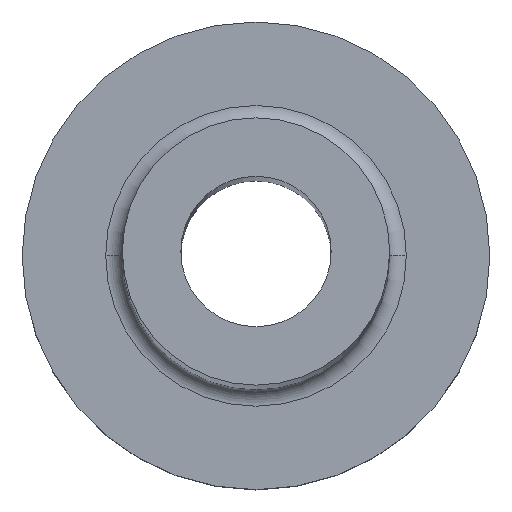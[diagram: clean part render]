
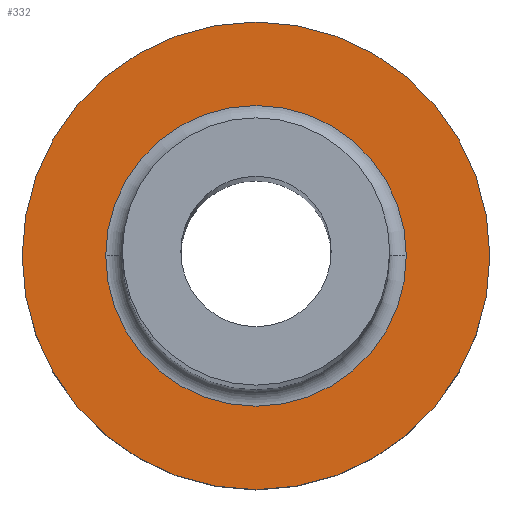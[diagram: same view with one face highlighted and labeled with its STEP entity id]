
A CAD part, top view. The second image highlights one B-rep face of the part: STEP entity #332.
In plain terms, the highlighted planar face has unit normal (0, 0, 1).
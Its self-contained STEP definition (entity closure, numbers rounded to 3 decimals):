
#4 = AXIS2_PLACEMENT_3D ( 'NONE', #26, #307, #77 ) ;
#17 = DIRECTION ( 'NONE',  ( 0., 0., -1. ) ) ;
#19 = EDGE_CURVE ( 'NONE', #84, #51, #376, .T. ) ;
#20 = VERTEX_POINT ( 'NONE', #201 ) ;
#26 = CARTESIAN_POINT ( 'NONE',  ( 0., 0., 5. ) ) ;
#51 = VERTEX_POINT ( 'NONE', #229 ) ;
#63 = DIRECTION ( 'NONE',  ( 1., 0., 0. ) ) ;
#67 = CARTESIAN_POINT ( 'NONE',  ( 0., 0., 5. ) ) ;
#72 = AXIS2_PLACEMENT_3D ( 'NONE', #259, #143, #63 ) ;
#77 = DIRECTION ( 'NONE',  ( 1., 0., 0. ) ) ;
#79 = ORIENTED_EDGE ( 'NONE', *, *, #198, .T. ) ;
#84 = VERTEX_POINT ( 'NONE', #263 ) ;
#103 = ORIENTED_EDGE ( 'NONE', *, *, #19, .T. ) ;
#108 = CIRCLE ( 'NONE', #246, 7. ) ;
#109 = PLANE ( 'NONE',  #4 ) ;
#124 = DIRECTION ( 'NONE',  ( 0., 0., -1. ) ) ;
#139 = CIRCLE ( 'NONE', #173, 4.5 ) ;
#143 = DIRECTION ( 'NONE',  ( 0., 0., 1. ) ) ;
#173 = AXIS2_PLACEMENT_3D ( 'NONE', #333, #124, #182 ) ;
#179 = DIRECTION ( 'NONE',  ( 1., 0., 0. ) ) ;
#182 = DIRECTION ( 'NONE',  ( 1., 0., 0. ) ) ;
#191 = ORIENTED_EDGE ( 'NONE', *, *, #248, .T. ) ;
#198 = EDGE_CURVE ( 'NONE', #20, #371, #265, .T. ) ;
#201 = CARTESIAN_POINT ( 'NONE',  ( 4.5, 0., 5. ) ) ;
#220 = CARTESIAN_POINT ( 'NONE',  ( -4.5, 0., 5. ) ) ;
#222 = FACE_BOUND ( 'NONE', #247, .T. ) ;
#229 = CARTESIAN_POINT ( 'NONE',  ( -7., 0., 5. ) ) ;
#246 = AXIS2_PLACEMENT_3D ( 'NONE', #67, #271, #179 ) ;
#247 = EDGE_LOOP ( 'NONE', ( #79, #191 ) ) ;
#248 = EDGE_CURVE ( 'NONE', #371, #20, #139, .T. ) ;
#257 = AXIS2_PLACEMENT_3D ( 'NONE', #274, #17, #334 ) ;
#259 = CARTESIAN_POINT ( 'NONE',  ( 0., 0., 5. ) ) ;
#263 = CARTESIAN_POINT ( 'NONE',  ( 7., 0., 5. ) ) ;
#265 = CIRCLE ( 'NONE', #257, 4.5 ) ;
#271 = DIRECTION ( 'NONE',  ( 0., 0., 1. ) ) ;
#272 = EDGE_CURVE ( 'NONE', #51, #84, #108, .T. ) ;
#274 = CARTESIAN_POINT ( 'NONE',  ( 0., 0., 5. ) ) ;
#307 = DIRECTION ( 'NONE',  ( 0., 0., 1. ) ) ;
#322 = EDGE_LOOP ( 'NONE', ( #339, #103 ) ) ;
#332 = ADVANCED_FACE ( 'NONE', ( #222, #340 ), #109, .T. ) ;
#333 = CARTESIAN_POINT ( 'NONE',  ( 0., 0., 5. ) ) ;
#334 = DIRECTION ( 'NONE',  ( 1., 0., 0. ) ) ;
#339 = ORIENTED_EDGE ( 'NONE', *, *, #272, .T. ) ;
#340 = FACE_OUTER_BOUND ( 'NONE', #322, .T. ) ;
#371 = VERTEX_POINT ( 'NONE', #220 ) ;
#376 = CIRCLE ( 'NONE', #72, 7. ) ;
